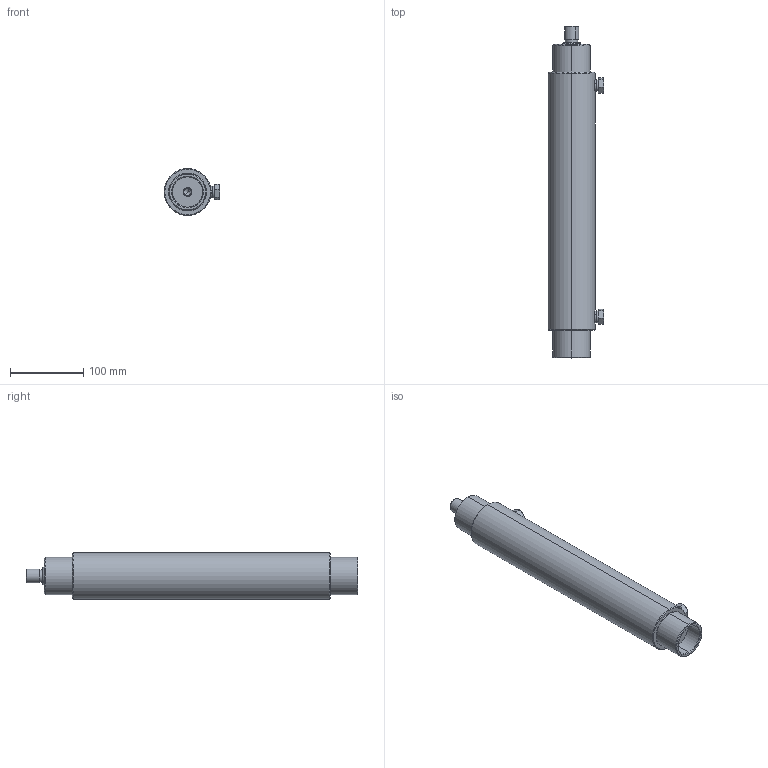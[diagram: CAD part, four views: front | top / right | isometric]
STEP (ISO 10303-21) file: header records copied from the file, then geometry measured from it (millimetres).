
FILE_DESCRIPTION (( 'STEP AP203' ), '1' );
FILE_NAME ('F0910.STEP', '2015-12-16T02:13:37', ( 'SF' ), ( '' ), 'SwSTEP 2.0', 'SolidWorks 2015', '' );
FILE_SCHEMA (( 'CONFIG_CONTROL_DESIGN' ));
Length unit declared in the file: millimetre
Products named in the file (15): D05-6-1001-106; 541-7-0250-201; F09-6-1210-101; 511-7-0340-208; 573-7-0400-202_573-7-0120-105; 573-7-0400-101; F0910; F09-6-1810-105; F09-5-1204-100; 579-7-0380-103; 522-7-0380-104; 579-7-0380-204; 522-7-0400-104; F09-6-1608-100; F09-5-1804-104
Assembly tree (16 placements, depth 2):
  F0910
    F09-6-1810-105
    F09-6-1210-101
    541-7-0250-201
    F09-5-1804-104
    573-7-0400-101
    522-7-0400-104
    522-7-0380-104  x2
    579-7-0380-103
    F09-5-1204-100
    579-7-0380-204
    F09-6-1608-100
    573-7-0400-202_573-7-0120-105
    511-7-0340-208
    D05-6-1001-106  x2
Bounding box: 76 x 452.12 x 64 mm (x, y, z)
Volume: 1080828.2 mm3; surface area: 217813.4 mm2
Topology: 16 solids, 16 shells, 421 faces, 918 edges, 550 vertices
Faces by surface type: cone 161, cylinder 128, plane 96, torus 36
Entity records: 12691 total; most frequent: CARTESIAN_POINT 2566, DIRECTION 1966, ORIENTED_EDGE 1632, AXIS2_PLACEMENT_3D 832, EDGE_CURVE 816, VERTEX_POINT 494, CIRCLE 436, EDGE_LOOP 430
